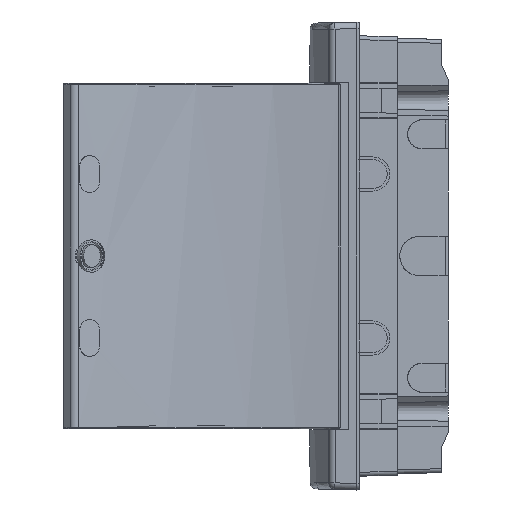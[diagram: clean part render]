
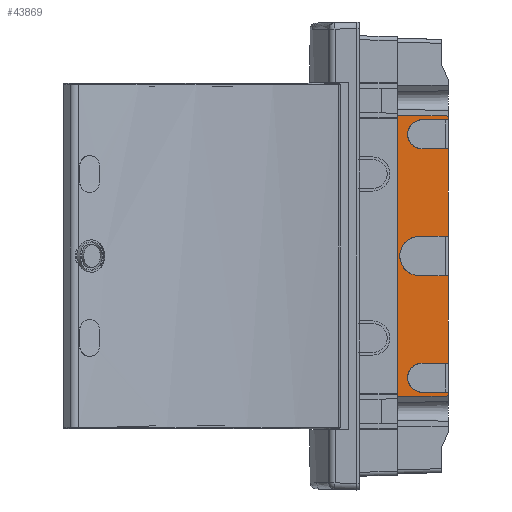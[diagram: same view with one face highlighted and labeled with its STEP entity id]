
A CAD part, left-side view. The second image highlights one B-rep face of the part: STEP entity #43869.
In plain terms, the highlighted planar face has unit normal (-1, -0.018, 0).
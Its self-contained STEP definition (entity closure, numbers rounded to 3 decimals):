
#1215=(
BOUNDED_CURVE()
B_SPLINE_CURVE(3,(#61445,#61446,#61447,#61448),.UNSPECIFIED.,.F.,.F.)
B_SPLINE_CURVE_WITH_KNOTS((4,4),(4.712,7.854),
 .UNSPECIFIED.)
CURVE()
GEOMETRIC_REPRESENTATION_ITEM()
RATIONAL_B_SPLINE_CURVE((1.,0.333,0.333,1.))
REPRESENTATION_ITEM('')
);
#1216=(
BOUNDED_CURVE()
B_SPLINE_CURVE(3,(#61456,#61457,#61458,#61459),.UNSPECIFIED.,.F.,.F.)
B_SPLINE_CURVE_WITH_KNOTS((4,4),(4.712,7.854),
 .UNSPECIFIED.)
CURVE()
GEOMETRIC_REPRESENTATION_ITEM()
RATIONAL_B_SPLINE_CURVE((1.,0.333,0.333,1.))
REPRESENTATION_ITEM('')
);
#1217=(
BOUNDED_CURVE()
B_SPLINE_CURVE(3,(#61464,#61465,#61466,#61467),.UNSPECIFIED.,.F.,.F.)
B_SPLINE_CURVE_WITH_KNOTS((4,4),(4.712,7.854),
 .UNSPECIFIED.)
CURVE()
GEOMETRIC_REPRESENTATION_ITEM()
RATIONAL_B_SPLINE_CURVE((1.,0.333,0.333,1.))
REPRESENTATION_ITEM('')
);
#4132=ORIENTED_EDGE('',*,*,#13856,.F.);
#4133=ORIENTED_EDGE('',*,*,#13857,.F.);
#4134=ORIENTED_EDGE('',*,*,#13112,.F.);
#4135=ORIENTED_EDGE('',*,*,#13858,.F.);
#4136=ORIENTED_EDGE('',*,*,#13362,.T.);
#4137=ORIENTED_EDGE('',*,*,#13859,.T.);
#4138=ORIENTED_EDGE('',*,*,#13080,.T.);
#4139=ORIENTED_EDGE('',*,*,#13860,.T.);
#4140=ORIENTED_EDGE('',*,*,#13861,.T.);
#4141=ORIENTED_EDGE('',*,*,#13862,.T.);
#4142=ORIENTED_EDGE('',*,*,#13120,.T.);
#4143=ORIENTED_EDGE('',*,*,#13863,.T.);
#4144=ORIENTED_EDGE('',*,*,#13864,.F.);
#4145=ORIENTED_EDGE('',*,*,#13865,.F.);
#4146=ORIENTED_EDGE('',*,*,#13116,.F.);
#4147=ORIENTED_EDGE('',*,*,#13866,.F.);
#13080=EDGE_CURVE('',#18206,#18205,#21917,.T.);
#13112=EDGE_CURVE('',#18237,#18238,#21945,.T.);
#13116=EDGE_CURVE('',#18241,#18242,#21949,.T.);
#13120=EDGE_CURVE('',#18246,#18245,#21953,.T.);
#13362=EDGE_CURVE('',#18473,#18472,#22126,.T.);
#13856=EDGE_CURVE('',#18779,#18780,#1215,.T.);
#13857=EDGE_CURVE('',#18238,#18779,#22522,.T.);
#13858=EDGE_CURVE('',#18473,#18237,#22523,.T.);
#13859=EDGE_CURVE('',#18472,#18206,#22524,.T.);
#13860=EDGE_CURVE('',#18205,#18781,#22525,.T.);
#13861=EDGE_CURVE('',#18781,#18782,#1216,.T.);
#13862=EDGE_CURVE('',#18782,#18246,#22526,.T.);
#13863=EDGE_CURVE('',#18245,#18783,#22527,.T.);
#13864=EDGE_CURVE('',#18784,#18783,#1217,.T.);
#13865=EDGE_CURVE('',#18242,#18784,#22528,.T.);
#13866=EDGE_CURVE('',#18780,#18241,#22529,.T.);
#18205=VERTEX_POINT('',#59652);
#18206=VERTEX_POINT('',#59654);
#18237=VERTEX_POINT('',#59716);
#18238=VERTEX_POINT('',#59718);
#18241=VERTEX_POINT('',#59724);
#18242=VERTEX_POINT('',#59726);
#18245=VERTEX_POINT('',#59732);
#18246=VERTEX_POINT('',#59734);
#18472=VERTEX_POINT('',#60324);
#18473=VERTEX_POINT('',#60326);
#18779=VERTEX_POINT('',#61449);
#18780=VERTEX_POINT('',#61450);
#18781=VERTEX_POINT('',#61455);
#18782=VERTEX_POINT('',#61460);
#18783=VERTEX_POINT('',#61463);
#18784=VERTEX_POINT('',#61468);
#21917=LINE('',#59653,#25236);
#21945=LINE('',#59717,#25264);
#21949=LINE('',#59725,#25268);
#21953=LINE('',#59733,#25272);
#22126=LINE('',#60325,#25445);
#22522=LINE('',#61451,#25841);
#22523=LINE('',#61452,#25842);
#22524=LINE('',#61453,#25843);
#22525=LINE('',#61454,#25844);
#22526=LINE('',#61461,#25845);
#22527=LINE('',#61462,#25846);
#22528=LINE('',#61469,#25847);
#22529=LINE('',#61470,#25848);
#25236=VECTOR('',#49277,1000.);
#25264=VECTOR('',#49313,1000.);
#25268=VECTOR('',#49317,1000.);
#25272=VECTOR('',#49321,1000.);
#25445=VECTOR('',#49582,1000.);
#25841=VECTOR('',#50446,1000.);
#25842=VECTOR('',#50447,1000.);
#25843=VECTOR('',#50448,1000.);
#25844=VECTOR('',#50449,1000.);
#25845=VECTOR('',#50450,1000.);
#25846=VECTOR('',#50451,1000.);
#25847=VECTOR('',#50452,1000.);
#25848=VECTOR('',#50453,1000.);
#28737=EDGE_LOOP('',(#4132,#4133,#4134,#4135,#4136,#4137,#4138,#4139,#4140,
#4141,#4142,#4143,#4144,#4145,#4146,#4147));
#32207=FACE_BOUND('',#28737,.T.);
#35615=PLANE('',#45980);
#43869=ADVANCED_FACE('',(#32207),#35615,.T.);
#45980=AXIS2_PLACEMENT_3D('',#61444,#50444,#50445);
#49277=DIRECTION('',(0.,0.,1.));
#49313=DIRECTION('',(0.,0.,-1.));
#49317=DIRECTION('',(0.,0.,-1.));
#49321=DIRECTION('',(0.,0.,1.));
#49582=DIRECTION('',(0.,0.,-1.));
#50444=DIRECTION('',(-1.,-0.017,0.));
#50445=DIRECTION('',(-0.017,1.,0.));
#50446=DIRECTION('',(-0.017,1.,0.));
#50447=DIRECTION('',(0.017,-1.,-0.012));
#50448=DIRECTION('',(0.017,-1.,0.012));
#50449=DIRECTION('',(-0.017,1.,0.));
#50450=DIRECTION('',(0.017,-1.,0.));
#50451=DIRECTION('',(-0.017,1.,0.));
#50452=DIRECTION('',(-0.017,1.,0.));
#50453=DIRECTION('',(0.017,-1.,0.));
#59652=CARTESIAN_POINT('',(-128.773,0.,-103.8));
#59653=CARTESIAN_POINT('',(-128.773,0.,-178.37));
#59654=CARTESIAN_POINT('',(-128.773,0.,-106.702));
#59716=CARTESIAN_POINT('',(-128.773,0.,106.702));
#59717=CARTESIAN_POINT('',(-128.773,0.,178.37));
#59718=CARTESIAN_POINT('',(-128.773,0.,103.8));
#59724=CARTESIAN_POINT('',(-128.773,0.,81.8));
#59725=CARTESIAN_POINT('',(-128.773,0.,178.37));
#59726=CARTESIAN_POINT('',(-128.773,0.,15.));
#59732=CARTESIAN_POINT('',(-128.773,0.,-15.));
#59733=CARTESIAN_POINT('',(-128.773,0.,-178.37));
#59734=CARTESIAN_POINT('',(-128.773,0.,-81.8));
#60324=CARTESIAN_POINT('',(-129.45,38.8,-107.184));
#60325=CARTESIAN_POINT('',(-129.45,38.8,178.37));
#60326=CARTESIAN_POINT('',(-129.45,38.8,107.184));
#61444=CARTESIAN_POINT('',(-129.45,38.8,178.37));
#61445=CARTESIAN_POINT('',(-129.122,20.,103.8));
#61446=CARTESIAN_POINT('',(-129.506,42.,103.8));
#61447=CARTESIAN_POINT('',(-129.506,42.,81.8));
#61448=CARTESIAN_POINT('',(-129.122,20.,81.8));
#61449=CARTESIAN_POINT('',(-129.122,20.,103.8));
#61450=CARTESIAN_POINT('',(-129.122,20.,81.8));
#61451=CARTESIAN_POINT('',(-129.45,38.8,103.8));
#61452=CARTESIAN_POINT('',(-129.465,39.683,107.195));
#61453=CARTESIAN_POINT('',(-129.465,39.683,-107.195));
#61454=CARTESIAN_POINT('',(-129.45,38.8,-103.8));
#61455=CARTESIAN_POINT('',(-129.122,20.,-103.8));
#61456=CARTESIAN_POINT('',(-129.122,20.,-103.8));
#61457=CARTESIAN_POINT('',(-129.506,42.,-103.8));
#61458=CARTESIAN_POINT('',(-129.506,42.,-81.8));
#61459=CARTESIAN_POINT('',(-129.122,20.,-81.8));
#61460=CARTESIAN_POINT('',(-129.122,20.,-81.8));
#61461=CARTESIAN_POINT('',(-129.45,38.8,-81.8));
#61462=CARTESIAN_POINT('',(-129.45,38.8,-15.));
#61463=CARTESIAN_POINT('',(-129.157,22.,-15.));
#61464=CARTESIAN_POINT('',(-129.157,22.,15.));
#61465=CARTESIAN_POINT('',(-129.68,52.,15.));
#61466=CARTESIAN_POINT('',(-129.68,52.,-15.));
#61467=CARTESIAN_POINT('',(-129.157,22.,-15.));
#61468=CARTESIAN_POINT('',(-129.157,22.,15.));
#61469=CARTESIAN_POINT('',(-129.45,38.8,15.));
#61470=CARTESIAN_POINT('',(-129.45,38.8,81.8));
